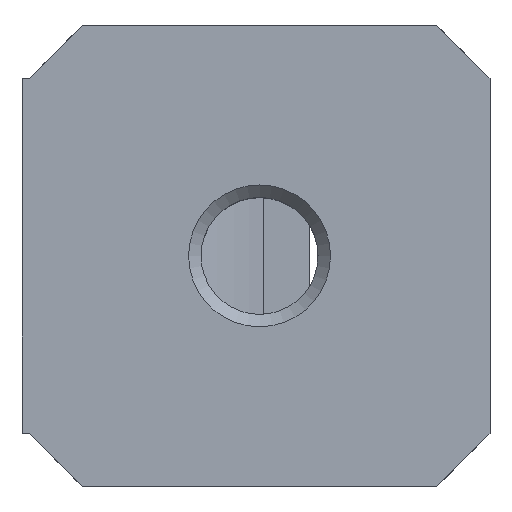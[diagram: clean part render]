
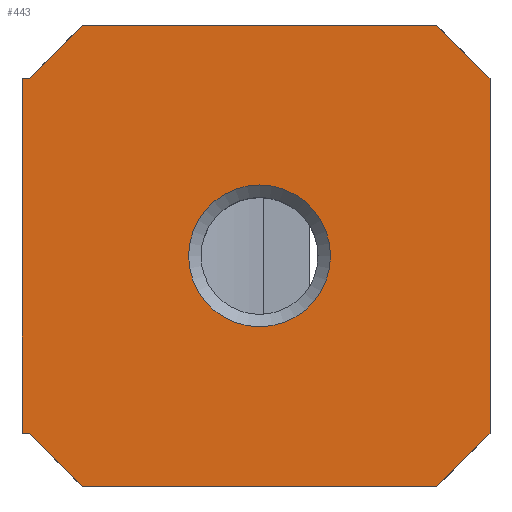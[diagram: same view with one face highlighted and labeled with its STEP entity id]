
A CAD part, top view. The second image highlights one B-rep face of the part: STEP entity #443.
In plain terms, the highlighted planar face has unit normal (0, 0, 1).
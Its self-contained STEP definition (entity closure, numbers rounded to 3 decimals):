
#31=FACE_BOUND('',#85,.T.);
#33=PLANE('',#477);
#58=FACE_OUTER_BOUND('',#84,.T.);
#84=EDGE_LOOP('',(#322,#323,#324,#325,#326,#327,#328,#329,#330,#331));
#85=EDGE_LOOP('',(#332));
#109=LINE('',#650,#146);
#110=LINE('',#652,#147);
#111=LINE('',#654,#148);
#112=LINE('',#656,#149);
#113=LINE('',#658,#150);
#114=LINE('',#660,#151);
#115=LINE('',#662,#152);
#116=LINE('',#664,#153);
#117=LINE('',#666,#154);
#118=LINE('',#667,#155);
#146=VECTOR('',#535,1.);
#147=VECTOR('',#536,1.);
#148=VECTOR('',#537,1.);
#149=VECTOR('',#538,1.);
#150=VECTOR('',#539,1.);
#151=VECTOR('',#540,1.);
#152=VECTOR('',#541,1.);
#153=VECTOR('',#542,1.);
#154=VECTOR('',#543,1.);
#155=VECTOR('',#544,1.);
#186=CIRCLE('',#476,2.);
#201=VERTEX_POINT('',#644);
#202=VERTEX_POINT('',#648);
#203=VERTEX_POINT('',#649);
#204=VERTEX_POINT('',#651);
#205=VERTEX_POINT('',#653);
#206=VERTEX_POINT('',#655);
#207=VERTEX_POINT('',#657);
#208=VERTEX_POINT('',#659);
#209=VERTEX_POINT('',#661);
#210=VERTEX_POINT('',#663);
#211=VERTEX_POINT('',#665);
#246=EDGE_CURVE('',#201,#201,#186,.T.);
#248=EDGE_CURVE('',#202,#203,#109,.T.);
#249=EDGE_CURVE('',#204,#202,#110,.T.);
#250=EDGE_CURVE('',#205,#204,#111,.T.);
#251=EDGE_CURVE('',#206,#205,#112,.T.);
#252=EDGE_CURVE('',#207,#206,#113,.T.);
#253=EDGE_CURVE('',#207,#208,#114,.T.);
#254=EDGE_CURVE('',#209,#208,#115,.T.);
#255=EDGE_CURVE('',#209,#210,#116,.T.);
#256=EDGE_CURVE('',#211,#210,#117,.T.);
#257=EDGE_CURVE('',#203,#211,#118,.T.);
#322=ORIENTED_EDGE('',*,*,#248,.F.);
#323=ORIENTED_EDGE('',*,*,#249,.F.);
#324=ORIENTED_EDGE('',*,*,#250,.F.);
#325=ORIENTED_EDGE('',*,*,#251,.F.);
#326=ORIENTED_EDGE('',*,*,#252,.F.);
#327=ORIENTED_EDGE('',*,*,#253,.T.);
#328=ORIENTED_EDGE('',*,*,#254,.F.);
#329=ORIENTED_EDGE('',*,*,#255,.T.);
#330=ORIENTED_EDGE('',*,*,#256,.F.);
#331=ORIENTED_EDGE('',*,*,#257,.F.);
#332=ORIENTED_EDGE('',*,*,#246,.F.);
#443=ADVANCED_FACE('',(#58,#31),#33,.T.);
#476=AXIS2_PLACEMENT_3D('',#645,#530,#531);
#477=AXIS2_PLACEMENT_3D('',#647,#533,#534);
#530=DIRECTION('center_axis',(0.,0.,
1.));
#531=DIRECTION('ref_axis',(0.,-1.,0.));
#533=DIRECTION('center_axis',(0.,0.,
1.));
#534=DIRECTION('ref_axis',(1.,0.,0.));
#535=DIRECTION('',(-0.707,-0.707,0.));
#536=DIRECTION('',(0.,-1.,0.));
#537=DIRECTION('',(0.707,-0.707,0.));
#538=DIRECTION('',(1.,0.,0.));
#539=DIRECTION('',(0.707,0.707,0.));
#540=DIRECTION('',(-1.,0.,0.));
#541=DIRECTION('',(0.,1.,0.));
#542=DIRECTION('',(1.,0.,0.));
#543=DIRECTION('',(-0.707,0.707,0.));
#544=DIRECTION('',(-1.,0.,0.));
#644=CARTESIAN_POINT('',(0.,2.,0.));
#645=CARTESIAN_POINT('Origin',(0.,0.,
0.));
#647=CARTESIAN_POINT('Origin',(0.,5.,0.));
#648=CARTESIAN_POINT('',(6.5,-5.,0.));
#649=CARTESIAN_POINT('',(5.,-6.5,0.));
#650=CARTESIAN_POINT('',(7.,-4.5,0.));
#651=CARTESIAN_POINT('',(6.5,5.,0.));
#652=CARTESIAN_POINT('',(6.5,5.75,0.));
#653=CARTESIAN_POINT('',(5.,6.5,0.));
#654=CARTESIAN_POINT('',(4.5,7.,0.));
#655=CARTESIAN_POINT('',(-5.,6.5,0.));
#656=CARTESIAN_POINT('',(-3.25,6.5,0.));
#657=CARTESIAN_POINT('',(-6.5,5.,0.));
#658=CARTESIAN_POINT('',(-4.5,7.,0.));
#659=CARTESIAN_POINT('',(-6.7,5.,0.));
#660=CARTESIAN_POINT('',(-6.7,5.,0.));
#661=CARTESIAN_POINT('',(-6.7,-5.,0.));
#662=CARTESIAN_POINT('',(-6.7,-5.,0.));
#663=CARTESIAN_POINT('',(-6.5,-5.,0.));
#664=CARTESIAN_POINT('',(-6.7,-5.,0.));
#665=CARTESIAN_POINT('',(-5.,-6.5,0.));
#666=CARTESIAN_POINT('',(-7.,-4.5,0.));
#667=CARTESIAN_POINT('',(3.25,-6.5,0.));
